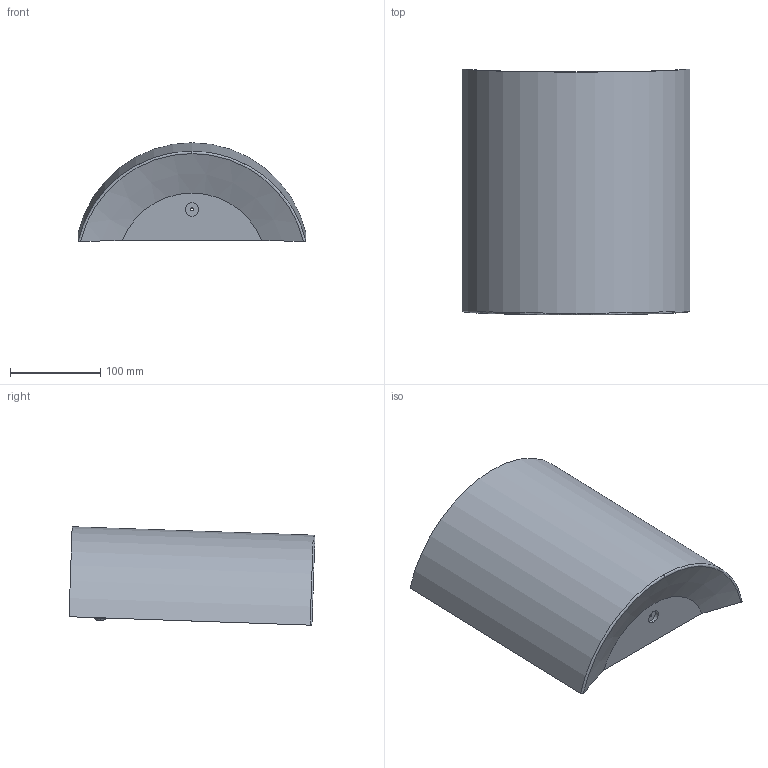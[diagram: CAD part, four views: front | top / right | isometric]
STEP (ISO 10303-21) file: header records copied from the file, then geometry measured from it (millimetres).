
FILE_DESCRIPTION (( 'STEP AP203' ), '1' );
FILE_NAME ('CELINE_P_STEP.STEP', '2016-01-11T16:31:38', ( 'admin' ), ( '' ), 'SwSTEP 2.0', 'SolidWorks 2015', '' );
FILE_SCHEMA (( 'CONFIG_CONTROL_DESIGN' ));
Length unit declared in the file: millimetre
Products named in the file (2): CELINE_P_STEP
Bounding box: 252.98 x 273.26 x 109.36 mm (x, y, z)
Volume: 506555.3 mm3; surface area: 315502.2 mm2
Topology: 3 solids, 3 shells, 153 faces, 395 edges, 258 vertices
Faces by surface type: cylinder 90, bspline 38, plane 23, cone 2
Entity records: 7084 total; most frequent: CARTESIAN_POINT 3293, ORIENTED_EDGE 790, DIRECTION 731, EDGE_CURVE 395, AXIS2_PLACEMENT_3D 310, VERTEX_POINT 258, EDGE_LOOP 219, CIRCLE 193
